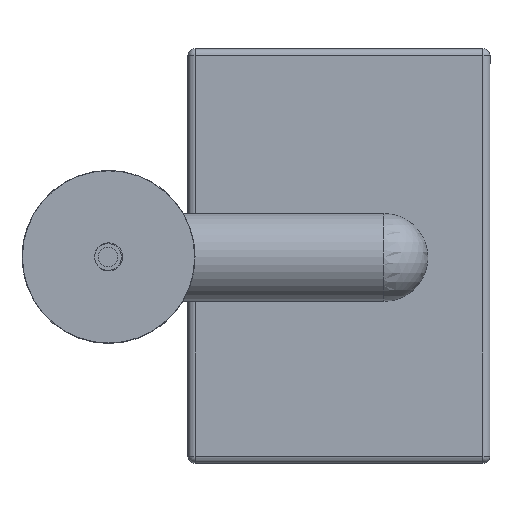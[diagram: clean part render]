
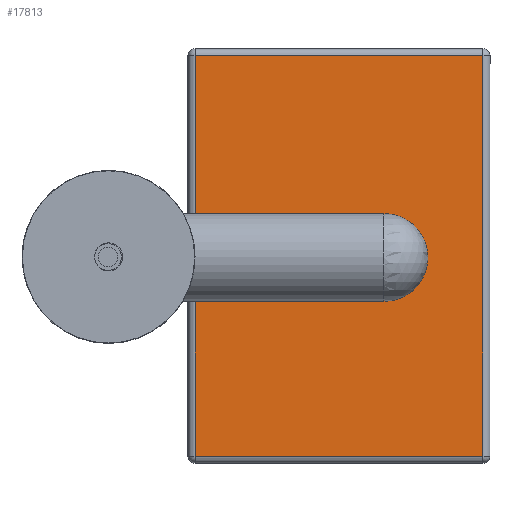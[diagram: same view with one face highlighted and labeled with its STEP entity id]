
A CAD part, top view. The second image highlights one B-rep face of the part: STEP entity #17813.
In plain terms, the highlighted face is planar.
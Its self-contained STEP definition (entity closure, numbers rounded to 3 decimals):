
#187=FACE_BOUND('',#1975,.T.);
#343=CIRCLE('',#18891,11.5);
#941=FACE_OUTER_BOUND('',#1974,.T.);
#1974=EDGE_LOOP('',(#12085,#12086,#12087,#12088));
#1975=EDGE_LOOP('',(#12089));
#3228=LINE('',#25722,#5397);
#3229=LINE('',#25724,#5398);
#3230=LINE('',#25726,#5399);
#3231=LINE('',#25727,#5400);
#5397=VECTOR('',#20694,10.);
#5398=VECTOR('',#20695,10.);
#5399=VECTOR('',#20696,10.);
#5400=VECTOR('',#20697,10.);
#7423=VERTEX_POINT('',#25358);
#7537=VERTEX_POINT('',#25720);
#7538=VERTEX_POINT('',#25721);
#7539=VERTEX_POINT('',#25723);
#7540=VERTEX_POINT('',#25725);
#9139=EDGE_CURVE('',#7423,#7423,#343,.T.);
#9317=EDGE_CURVE('',#7537,#7538,#3228,.T.);
#9318=EDGE_CURVE('',#7537,#7539,#3229,.T.);
#9319=EDGE_CURVE('',#7539,#7540,#3230,.T.);
#9320=EDGE_CURVE('',#7538,#7540,#3231,.T.);
#12085=ORIENTED_EDGE('',*,*,#9317,.F.);
#12086=ORIENTED_EDGE('',*,*,#9318,.T.);
#12087=ORIENTED_EDGE('',*,*,#9319,.T.);
#12088=ORIENTED_EDGE('',*,*,#9320,.F.);
#12089=ORIENTED_EDGE('',*,*,#9139,.F.);
#16966=PLANE('',#18996);
#17813=ADVANCED_FACE('',(#941,#187),#16966,.T.);
#18891=AXIS2_PLACEMENT_3D('',#25359,#20340,#20341);
#18996=AXIS2_PLACEMENT_3D('',#25719,#20692,#20693);
#20340=DIRECTION('center_axis',(0.,1.,0.));
#20341=DIRECTION('ref_axis',(0.814,0.,0.581));
#20692=DIRECTION('center_axis',(0.,1.,0.));
#20693=DIRECTION('ref_axis',(0.,0.,1.));
#20694=DIRECTION('',(1.,0.,0.));
#20695=DIRECTION('',(0.,0.,1.));
#20696=DIRECTION('',(1.,0.,0.));
#20697=DIRECTION('',(0.,0.,1.));
#25358=CARTESIAN_POINT('',(712.5,25.,18.));
#25359=CARTESIAN_POINT('Origin',(701.,25.,18.));
#25719=CARTESIAN_POINT('Origin',(701.,25.,-25.));
#25720=CARTESIAN_POINT('',(644.,25.,-23.));
#25721=CARTESIAN_POINT('',(758.,25.,-23.));
#25722=CARTESIAN_POINT('',(644.,25.,-23.));
#25723=CARTESIAN_POINT('',(644.,25.,59.));
#25724=CARTESIAN_POINT('',(644.,25.,-23.));
#25725=CARTESIAN_POINT('',(758.,25.,59.));
#25726=CARTESIAN_POINT('',(644.,25.,59.));
#25727=CARTESIAN_POINT('',(758.,25.,-23.));
